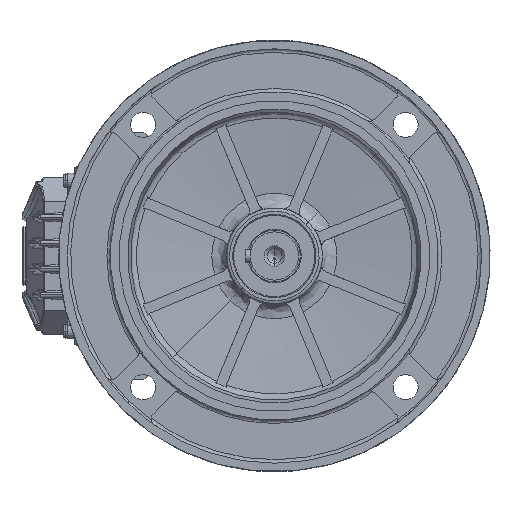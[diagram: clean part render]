
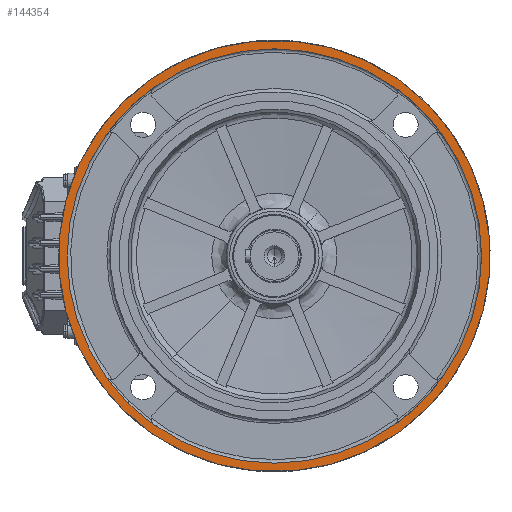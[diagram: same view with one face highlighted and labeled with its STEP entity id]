
A CAD part, left-side view. The second image highlights one B-rep face of the part: STEP entity #144354.
In plain terms, the highlighted planar face has unit normal (-1, 0, 0).
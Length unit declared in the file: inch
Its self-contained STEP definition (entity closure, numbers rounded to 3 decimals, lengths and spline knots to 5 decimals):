
#4550 = VERTEX_POINT ( 'NONE', #168939 ) ;
#5903 = VERTEX_POINT ( 'NONE', #53477 ) ;
#6589 = DIRECTION ( 'NONE',  ( -1., 0., 0. ) ) ;
#6610 = CIRCLE ( 'NONE', #135287, 4.72441 ) ;
#9395 = EDGE_LOOP ( 'NONE', ( #143267, #142900, #30297, #10476, #140363, #105403, #38339, #15869, #79907 ) ) ;
#9522 = DIRECTION ( 'NONE',  ( -1., 0., 0. ) ) ;
#10476 = ORIENTED_EDGE ( 'NONE', *, *, #57907, .F. ) ;
#12060 = DIRECTION ( 'NONE',  ( 0., 0.707, -0.707 ) ) ;
#12686 = AXIS2_PLACEMENT_3D ( 'NONE', #48964, #9522, #126202 ) ;
#15869 = ORIENTED_EDGE ( 'NONE', *, *, #100643, .F. ) ;
#15960 = VERTEX_POINT ( 'NONE', #122266 ) ;
#17275 = EDGE_CURVE ( 'NONE', #24607, #123792, #146198, .T. ) ;
#17303 = ORIENTED_EDGE ( 'NONE', *, *, #55857, .F. ) ;
#18031 = VERTEX_POINT ( 'NONE', #40810 ) ;
#18676 = CARTESIAN_POINT ( 'NONE',  ( -1.5748, 3.47986, -3.47986 ) ) ;
#22886 = DIRECTION ( 'NONE',  ( -1., 0., 0. ) ) ;
#22907 = CIRCLE ( 'NONE', #77651, 4.92126 ) ;
#23091 = CARTESIAN_POINT ( 'NONE',  ( -1.5748, 0., 0. ) ) ;
#23348 = CARTESIAN_POINT ( 'NONE',  ( -1.5748, 0., 0. ) ) ;
#24188 = DIRECTION ( 'NONE',  ( 0., 0.707, -0.707 ) ) ;
#24607 = VERTEX_POINT ( 'NONE', #63589 ) ;
#25459 = CARTESIAN_POINT ( 'NONE',  ( -1.5748, 2.74837, -3.84272 ) ) ;
#30297 = ORIENTED_EDGE ( 'NONE', *, *, #161164, .F. ) ;
#31770 = EDGE_LOOP ( 'NONE', ( #83643, #17303 ) ) ;
#33940 = DIRECTION ( 'NONE',  ( -1., 0., 0. ) ) ;
#35082 = EDGE_CURVE ( 'NONE', #90875, #5903, #22907, .T. ) ;
#35760 = CARTESIAN_POINT ( 'NONE',  ( -1.5748, 0., 0. ) ) ;
#36968 = DIRECTION ( 'NONE',  ( -1., 0., 0. ) ) ;
#38339 = ORIENTED_EDGE ( 'NONE', *, *, #17275, .F. ) ;
#40810 = CARTESIAN_POINT ( 'NONE',  ( -1.5748, -2.74837, 3.84272 ) ) ;
#42342 = DIRECTION ( 'NONE',  ( 0., -0.707, 0.707 ) ) ;
#43623 = DIRECTION ( 'NONE',  ( 0., 0.707, -0.707 ) ) ;
#45000 = CIRCLE ( 'NONE', #113480, 4.92126 ) ;
#46581 = VERTEX_POINT ( 'NONE', #25459 ) ;
#47734 = DIRECTION ( 'NONE',  ( 0., 0.707, -0.707 ) ) ;
#48964 = CARTESIAN_POINT ( 'NONE',  ( -1.5748, 0., 0. ) ) ;
#49552 = CIRCLE ( 'NONE', #148092, 4.72441 ) ;
#53477 = CARTESIAN_POINT ( 'NONE',  ( -1.5748, -3.47986, 3.47986 ) ) ;
#55857 = EDGE_CURVE ( 'NONE', #5903, #90875, #45000, .T. ) ;
#57907 = EDGE_CURVE ( 'NONE', #18031, #4550, #160042, .T. ) ;
#63589 = CARTESIAN_POINT ( 'NONE',  ( -1.5748, -2.74837, -3.84272 ) ) ;
#64602 = CIRCLE ( 'NONE', #67276, 4.72441 ) ;
#67276 = AXIS2_PLACEMENT_3D ( 'NONE', #83055, #86458, #43623 ) ;
#69555 = AXIS2_PLACEMENT_3D ( 'NONE', #35760, #22886, #81076 ) ;
#70635 = CARTESIAN_POINT ( 'NONE',  ( -1.5748, 0., 0. ) ) ;
#71746 = CARTESIAN_POINT ( 'NONE',  ( -1.5748, 0., 0. ) ) ;
#72208 = VERTEX_POINT ( 'NONE', #162481 ) ;
#76250 = DIRECTION ( 'NONE',  ( 1., 0., 0. ) ) ;
#76717 = CARTESIAN_POINT ( 'NONE',  ( -1.5748, 3.84272, -2.74837 ) ) ;
#77651 = AXIS2_PLACEMENT_3D ( 'NONE', #23348, #125443, #24188 ) ;
#79907 = ORIENTED_EDGE ( 'NONE', *, *, #141191, .F. ) ;
#81076 = DIRECTION ( 'NONE',  ( 0., 0.707, -0.707 ) ) ;
#82954 = DIRECTION ( 'NONE',  ( 0., 0.707, -0.707 ) ) ;
#83055 = CARTESIAN_POINT ( 'NONE',  ( -1.5748, 0., 0. ) ) ;
#83159 = AXIS2_PLACEMENT_3D ( 'NONE', #71746, #6589, #47734 ) ;
#83234 = AXIS2_PLACEMENT_3D ( 'NONE', #146521, #160239, #82954 ) ;
#83643 = ORIENTED_EDGE ( 'NONE', *, *, #35082, .F. ) ;
#85154 = CARTESIAN_POINT ( 'NONE',  ( -1.5748, -3.34066, -3.34066 ) ) ;
#86458 = DIRECTION ( 'NONE',  ( -1., 0., 0. ) ) ;
#87561 = VERTEX_POINT ( 'NONE', #133112 ) ;
#88237 = CARTESIAN_POINT ( 'NONE',  ( -1.5748, 0., 0. ) ) ;
#90251 = VERTEX_POINT ( 'NONE', #76717 ) ;
#90875 = VERTEX_POINT ( 'NONE', #18676 ) ;
#97269 = DIRECTION ( 'NONE',  ( -1., 0., 0. ) ) ;
#99197 = DIRECTION ( 'NONE',  ( 0., 0.707, -0.707 ) ) ;
#100308 = DIRECTION ( 'NONE',  ( -1., 0., 0. ) ) ;
#100643 = EDGE_CURVE ( 'NONE', #46581, #24607, #157190, .T. ) ;
#102382 = CIRCLE ( 'NONE', #83159, 4.72441 ) ;
#103907 = EDGE_CURVE ( 'NONE', #90251, #15960, #6610, .T. ) ;
#105403 = ORIENTED_EDGE ( 'NONE', *, *, #135200, .F. ) ;
#109261 = FACE_BOUND ( 'NONE', #9395, .T. ) ;
#110105 = FACE_OUTER_BOUND ( 'NONE', #31770, .T. ) ;
#111808 = PLANE ( 'NONE',  #136549 ) ;
#112427 = AXIS2_PLACEMENT_3D ( 'NONE', #88237, #100308, #151748 ) ;
#113480 = AXIS2_PLACEMENT_3D ( 'NONE', #23091, #76250, #142330 ) ;
#122266 = CARTESIAN_POINT ( 'NONE',  ( -1.5748, 3.34066, -3.34066 ) ) ;
#123792 = VERTEX_POINT ( 'NONE', #151822 ) ;
#125443 = DIRECTION ( 'NONE',  ( 1., 0., 0. ) ) ;
#126202 = DIRECTION ( 'NONE',  ( 0., 0.707, -0.707 ) ) ;
#131341 = EDGE_CURVE ( 'NONE', #87561, #90251, #49552, .T. ) ;
#133112 = CARTESIAN_POINT ( 'NONE',  ( -1.5748, 3.84272, 2.74837 ) ) ;
#135200 = EDGE_CURVE ( 'NONE', #123792, #72208, #102382, .T. ) ;
#135287 = AXIS2_PLACEMENT_3D ( 'NONE', #154049, #33940, #99197 ) ;
#136549 = AXIS2_PLACEMENT_3D ( 'NONE', #85154, #162416, #42342 ) ;
#140235 = EDGE_CURVE ( 'NONE', #72208, #18031, #64602, .T. ) ;
#140363 = ORIENTED_EDGE ( 'NONE', *, *, #140235, .F. ) ;
#141191 = EDGE_CURVE ( 'NONE', #15960, #46581, #166115, .T. ) ;
#142330 = DIRECTION ( 'NONE',  ( 0., 0.707, -0.707 ) ) ;
#142900 = ORIENTED_EDGE ( 'NONE', *, *, #131341, .F. ) ;
#143267 = ORIENTED_EDGE ( 'NONE', *, *, #103907, .F. ) ;
#144354 = ADVANCED_FACE ( 'NONE', ( #110105, #109261 ), #111808, .F. ) ;
#146198 = CIRCLE ( 'NONE', #83234, 4.72441 ) ;
#146521 = CARTESIAN_POINT ( 'NONE',  ( -1.5748, 0., 0. ) ) ;
#148092 = AXIS2_PLACEMENT_3D ( 'NONE', #70635, #97269, #149563 ) ;
#149563 = DIRECTION ( 'NONE',  ( 0., 0.707, -0.707 ) ) ;
#151748 = DIRECTION ( 'NONE',  ( 0., 0.707, -0.707 ) ) ;
#151822 = CARTESIAN_POINT ( 'NONE',  ( -1.5748, -3.84272, -2.74837 ) ) ;
#154049 = CARTESIAN_POINT ( 'NONE',  ( -1.5748, 0., 0. ) ) ;
#157190 = CIRCLE ( 'NONE', #69555, 4.72441 ) ;
#160042 = CIRCLE ( 'NONE', #165179, 4.72441 ) ;
#160239 = DIRECTION ( 'NONE',  ( -1., 0., 0. ) ) ;
#161164 = EDGE_CURVE ( 'NONE', #4550, #87561, #161746, .T. ) ;
#161746 = CIRCLE ( 'NONE', #112427, 4.72441 ) ;
#162416 = DIRECTION ( 'NONE',  ( 1., 0., 0. ) ) ;
#162481 = CARTESIAN_POINT ( 'NONE',  ( -1.5748, -3.84272, 2.74837 ) ) ;
#165179 = AXIS2_PLACEMENT_3D ( 'NONE', #167379, #36968, #12060 ) ;
#166115 = CIRCLE ( 'NONE', #12686, 4.72441 ) ;
#167379 = CARTESIAN_POINT ( 'NONE',  ( -1.5748, 0., 0. ) ) ;
#168939 = CARTESIAN_POINT ( 'NONE',  ( -1.5748, 2.74837, 3.84272 ) ) ;
